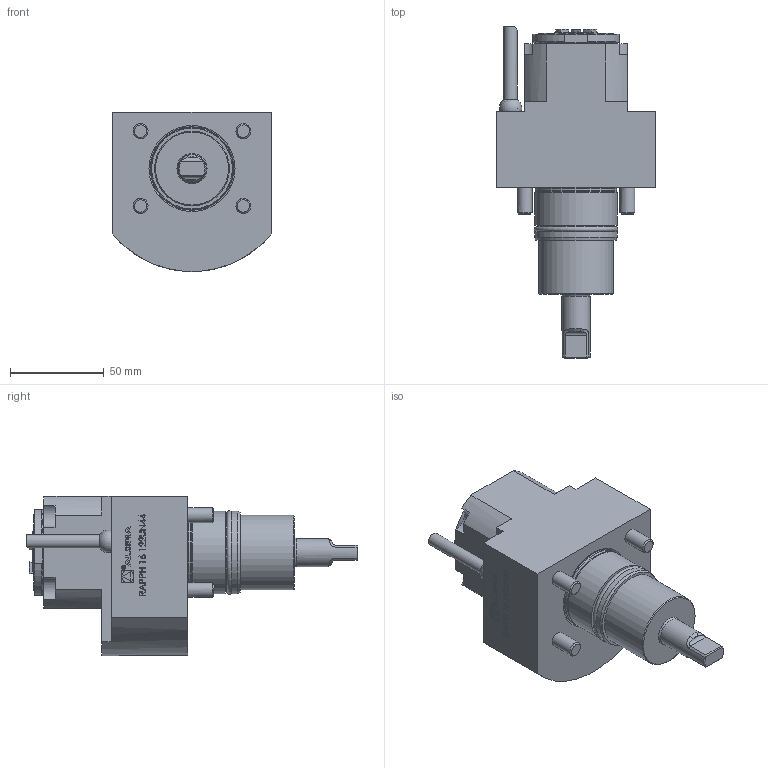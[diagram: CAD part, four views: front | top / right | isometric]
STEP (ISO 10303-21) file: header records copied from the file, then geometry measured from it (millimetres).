
FILE_DESCRIPTION (( 'STEP AP214' ), '1' );
FILE_NAME ('RAPPH16122UN44.STEP', '2023-05-30T06:52:00', ( '' ), ( '' ), 'SwSTEP 2.0', 'SolidWorks 2016', '' );
FILE_SCHEMA (( 'AUTOMOTIVE_DESIGN' ));
Length unit declared in the file: millimetre
Products named in the file (1): RAPPH16122UN44
Bounding box: 85 x 177.5 x 85.09 mm (x, y, z)
Volume: 490724.8 mm3; surface area: 51964.6 mm2
Topology: 3 solids, 3 shells, 450 faces, 1143 edges, 753 vertices
Faces by surface type: plane 289, cylinder 71, bspline 60, cone 26, torus 3, sphere 1
Full cylindrical faces by diameter (mm): 1.7 x1, 2.1 x1, 4 x1, 6.366 x1, 7 x1, 8 x4, 15 x1, 34 x1, 37 x1, 37.2 x1, 39.6 x1, 40 x2, 40.2 x1, 43 x1, 43.2 x1, 43.6 x1, 44 x2
Entity records: 20116 total; most frequent: CARTESIAN_POINT 6592, ORIENTED_EDGE 2170, DIRECTION 1897, EDGE_CURVE 1085, VECTOR 745, LINE 745, VERTEX_POINT 737, AXIS2_PLACEMENT_3D 576
